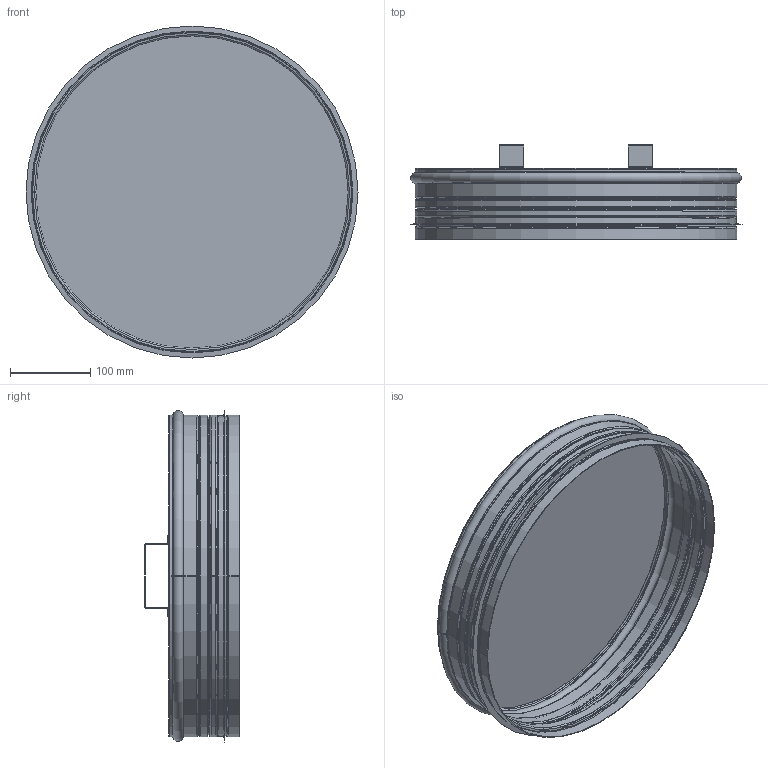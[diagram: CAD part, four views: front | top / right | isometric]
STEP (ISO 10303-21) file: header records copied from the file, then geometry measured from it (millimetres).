
FILE_DESCRIPTION(/* description */ ('Nippel'),/* implementation_level */ '2;1');
FILE_NAME(/* name */ 'HÄLHH-6.stp',/* time_stamp */ '2016-04-29T10:49:33+02:00',/* author */ ('John'),/* organization */ (''),/* preprocessor_version */ 'ST-DEVELOPER v15.6',/* originating_system */ 'Autodesk Inventor 2015',/* authorisation */ '');
FILE_SCHEMA (('AUTOMOTIVE_DESIGN { 1 0 10303 214 3 1 1 }'));
Length unit declared in the file: millimetre
Products named in the file (6): HÄLHH-AB-6; HÄLHH-AA-6; HIK-AA-7; HIK-AB-7; HÄLHH-AC; HÄLHH-6
Assembly tree (6 placements, depth 2):
  HÄLHH-6
    HÄLHH-AB-6
    HÄLHH-AA-6
    HIK-AA-7
    HIK-AB-7
    HÄLHH-AC  x2
Bounding box: 414.6 x 118.5 x 414.6 mm (x, y, z)
Volume: 384378.1 mm3; surface area: 609016.3 mm2
Topology: 6 solids, 6 shells, 195 faces, 399 edges, 216 vertices
Faces by surface type: plane 110, cylinder 47, torus 28, cone 10
Full cylindrical faces by diameter (mm): 5.5 x4, 397 x2, 400.2 x1, 400.6 x2, 401.6 x1, 414.6 x1
Entity records: 3990 total; most frequent: DIRECTION 746, CARTESIAN_POINT 607, ORIENTED_EDGE 568, AXIS2_PLACEMENT_3D 299, EDGE_CURVE 284, EDGE_LOOP 176, VERTEX_POINT 160, FACE_OUTER_BOUND 151
